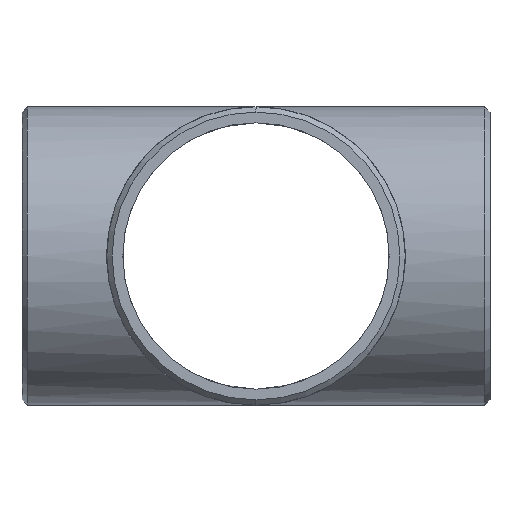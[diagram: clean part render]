
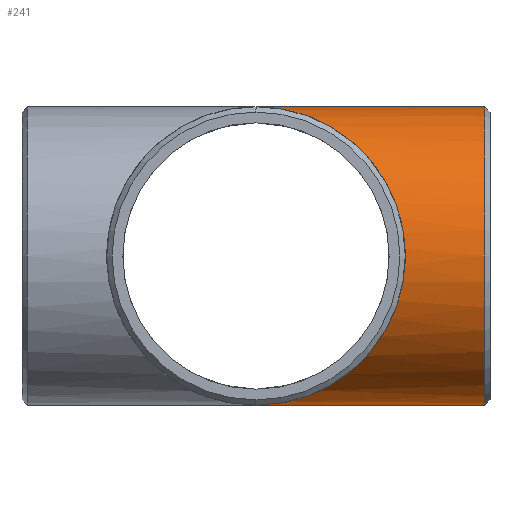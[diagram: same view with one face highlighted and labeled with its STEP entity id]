
A CAD part, left-side view. The second image highlights one B-rep face of the part: STEP entity #241.
In plain terms, the highlighted cylindrical face has radius 162 mm (diameter 324 mm), a partial arc.
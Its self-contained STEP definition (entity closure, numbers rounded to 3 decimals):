
#84 = EDGE_CURVE ( 'NONE', #519, #670, #585, .T. ) ;
#93 = CARTESIAN_POINT ( 'NONE',  ( 0., -248.173, 162. ) ) ;
#94 = VERTEX_POINT ( 'NONE', #182 ) ;
#100 = AXIS2_PLACEMENT_3D ( 'NONE', #365, #745, #358 ) ;
#104 = CARTESIAN_POINT ( 'NONE',  ( -324., -324., -162. ) ) ;
#145 =( BOUNDED_CURVE ( )  B_SPLINE_CURVE ( 3, ( #648, #104, #344, #267 ),
 .UNSPECIFIED., .F., .T. ) 
 B_SPLINE_CURVE_WITH_KNOTS ( ( 4, 4 ),
 ( 4.712, 7.854 ),
 .UNSPECIFIED. ) 
 CURVE ( )  GEOMETRIC_REPRESENTATION_ITEM ( )  RATIONAL_B_SPLINE_CURVE ( ( 1., 0.333, 0.333, 1. ) ) 
 REPRESENTATION_ITEM ( '' )  );
#150 = CARTESIAN_POINT ( 'NONE',  ( 0., 0., -162. ) ) ;
#182 = CARTESIAN_POINT ( 'NONE',  ( 0., 0., 162. ) ) ;
#195 = DIRECTION ( 'NONE',  ( 0., 1., 0. ) ) ;
#201 = CARTESIAN_POINT ( 'NONE',  ( 0., -248.173, -162. ) ) ;
#205 = CARTESIAN_POINT ( 'NONE',  ( 0., -254., -162. ) ) ;
#224 = ORIENTED_EDGE ( 'NONE', *, *, #664, .T. ) ;
#237 = AXIS2_PLACEMENT_3D ( 'NONE', #459, #195, #573 ) ;
#241 = ADVANCED_FACE ( 'NONE', ( #266 ), #684, .T. ) ;
#266 = FACE_OUTER_BOUND ( 'NONE', #482, .T. ) ;
#267 = CARTESIAN_POINT ( 'NONE',  ( 0., 0., 162. ) ) ;
#281 = LINE ( 'NONE', #456, #287 ) ;
#287 = VECTOR ( 'NONE', #767, 1000. ) ;
#325 = ORIENTED_EDGE ( 'NONE', *, *, #568, .F. ) ;
#344 = CARTESIAN_POINT ( 'NONE',  ( -324., -324., 162. ) ) ;
#349 = VERTEX_POINT ( 'NONE', #150 ) ;
#358 = DIRECTION ( 'NONE',  ( 0., 0., -1. ) ) ;
#365 = CARTESIAN_POINT ( 'NONE',  ( 0., -248.173, 0. ) ) ;
#421 = VECTOR ( 'NONE', #693, 1000. ) ;
#456 = CARTESIAN_POINT ( 'NONE',  ( 0., -254., 162. ) ) ;
#459 = CARTESIAN_POINT ( 'NONE',  ( 0., -254., 0. ) ) ;
#482 = EDGE_LOOP ( 'NONE', ( #582, #224, #801, #325 ) ) ;
#519 = VERTEX_POINT ( 'NONE', #201 ) ;
#568 = EDGE_CURVE ( 'NONE', #519, #349, #632, .T. ) ;
#573 = DIRECTION ( 'NONE',  ( 0., 0., -1. ) ) ;
#582 = ORIENTED_EDGE ( 'NONE', *, *, #84, .T. ) ;
#585 = CIRCLE ( 'NONE', #100, 162. ) ;
#632 = LINE ( 'NONE', #205, #421 ) ;
#648 = CARTESIAN_POINT ( 'NONE',  ( 0., 0., -162. ) ) ;
#664 = EDGE_CURVE ( 'NONE', #670, #94, #281, .T. ) ;
#670 = VERTEX_POINT ( 'NONE', #93 ) ;
#684 = CYLINDRICAL_SURFACE ( 'NONE', #237, 162. ) ;
#693 = DIRECTION ( 'NONE',  ( 0., 1., 0. ) ) ;
#745 = DIRECTION ( 'NONE',  ( 0., 1., 0. ) ) ;
#764 = EDGE_CURVE ( 'NONE', #349, #94, #145, .T. ) ;
#767 = DIRECTION ( 'NONE',  ( 0., 1., 0. ) ) ;
#801 = ORIENTED_EDGE ( 'NONE', *, *, #764, .F. ) ;
